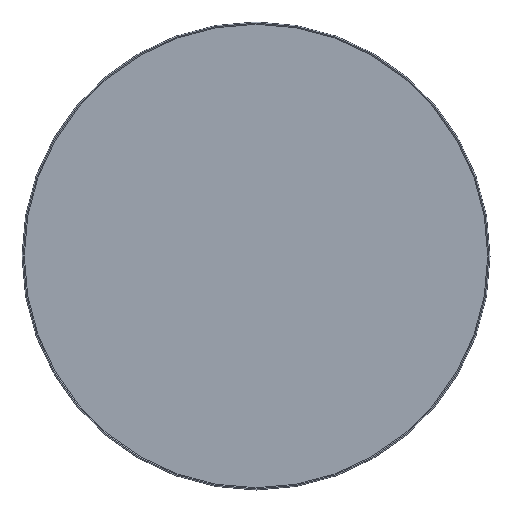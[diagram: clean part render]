
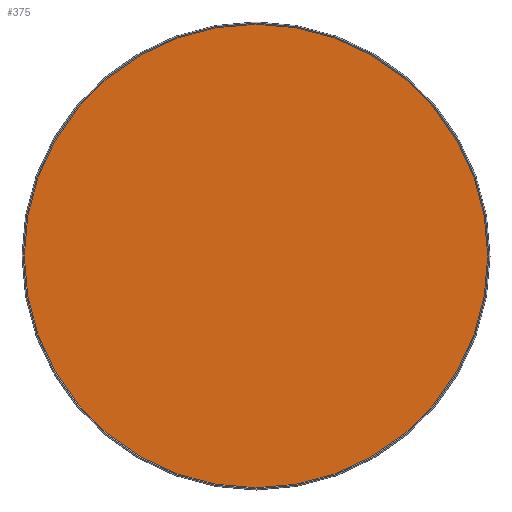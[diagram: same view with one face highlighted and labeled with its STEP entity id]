
A CAD part, front view. The second image highlights one B-rep face of the part: STEP entity #375.
In plain terms, the highlighted planar face has unit normal (0, -1, 0).
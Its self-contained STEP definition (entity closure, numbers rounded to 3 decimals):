
#32=PLANE('',#425);
#61=FACE_OUTER_BOUND('',#85,.T.);
#85=EDGE_LOOP('',(#278));
#136=CIRCLE('',#426,78.972);
#179=VERTEX_POINT('',#644);
#220=EDGE_CURVE('',#179,#179,#136,.T.);
#278=ORIENTED_EDGE('',*,*,#220,.F.);
#375=ADVANCED_FACE('',(#61),#32,.F.);
#425=AXIS2_PLACEMENT_3D('',#643,#505,#506);
#426=AXIS2_PLACEMENT_3D('',#645,#507,#508);
#505=DIRECTION('center_axis',(0.,1.,0.));
#506=DIRECTION('ref_axis',(0.,0.,1.));
#507=DIRECTION('center_axis',(0.,1.,0.));
#508=DIRECTION('ref_axis',(0.,0.,-1.));
#643=CARTESIAN_POINT('Origin',(0.,-27.677,-79.718));
#644=CARTESIAN_POINT('',(0.,-27.677,78.972));
#645=CARTESIAN_POINT('Origin',(0.,-27.677,0.));
